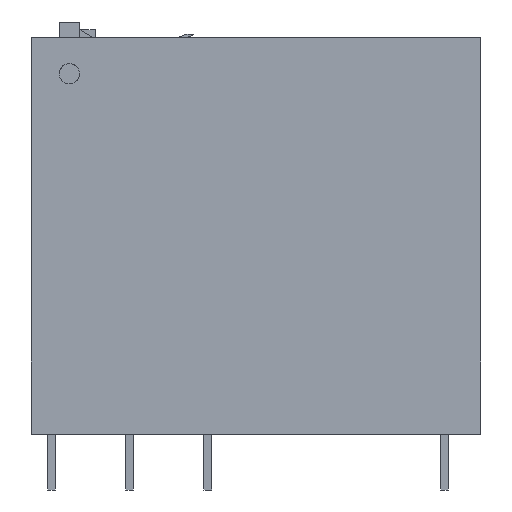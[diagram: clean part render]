
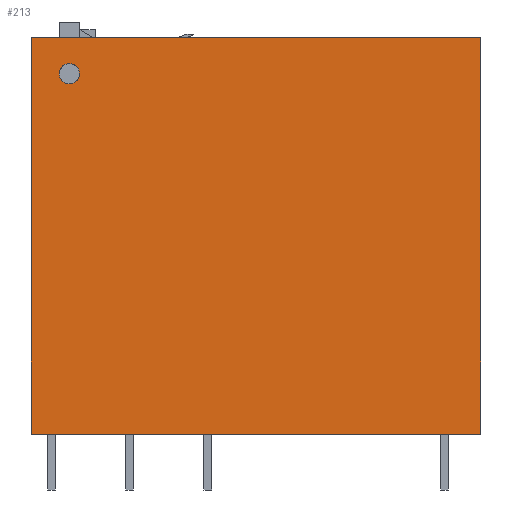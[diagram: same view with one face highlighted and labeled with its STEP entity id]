
A CAD part, left-side view. The second image highlights one B-rep face of the part: STEP entity #213.
In plain terms, the highlighted planar face has unit normal (-1, 0, 0).
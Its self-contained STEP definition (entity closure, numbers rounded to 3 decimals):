
#182=AXIS2_PLACEMENT_3D('Plane Axis2P3D',#179,#180,#181) ;
#197=AXIS2_PLACEMENT_3D('Circle Axis2P3D',#195,#196,$) ;
#206=AXIS2_PLACEMENT_3D('Circle Axis2P3D',#204,#205,$) ;
#42=CARTESIAN_POINT('Vertex',(0.,29.,3.6)) ;
#56=CARTESIAN_POINT('Vertex',(0.,0.,3.6)) ;
#59=CARTESIAN_POINT('Line Origine',(0.,14.5,3.6)) ;
#84=CARTESIAN_POINT('Line Origine',(0.,29.,16.4)) ;
#88=CARTESIAN_POINT('Vertex',(0.,29.,29.2)) ;
#159=CARTESIAN_POINT('Line Origine',(0.,0.,16.4)) ;
#163=CARTESIAN_POINT('Vertex',(0.,0.,29.2)) ;
#179=CARTESIAN_POINT('Axis2P3D Location',(0.,29.,3.6)) ;
#184=CARTESIAN_POINT('Line Origine',(0.,14.5,29.2)) ;
#195=CARTESIAN_POINT('Axis2P3D Location',(0.,26.53,26.85)) ;
#199=CARTESIAN_POINT('Vertex',(0.,27.18,26.85)) ;
#201=CARTESIAN_POINT('Vertex',(0.,25.88,26.85)) ;
#204=CARTESIAN_POINT('Axis2P3D Location',(0.,26.53,26.85)) ;
#60=DIRECTION('Vector Direction',(0.,-1.,0.)) ;
#85=DIRECTION('Vector Direction',(0.,0.,1.)) ;
#160=DIRECTION('Vector Direction',(0.,0.,1.)) ;
#180=DIRECTION('Axis2P3D Direction',(1.,0.,0.)) ;
#181=DIRECTION('Axis2P3D XDirection',(0.,0.,1.)) ;
#185=DIRECTION('Vector Direction',(0.,-1.,0.)) ;
#196=DIRECTION('Axis2P3D Direction',(1.,0.,0.)) ;
#205=DIRECTION('Axis2P3D Direction',(1.,0.,0.)) ;
#61=VECTOR('Line Direction',#60,1.) ;
#86=VECTOR('Line Direction',#85,1.) ;
#161=VECTOR('Line Direction',#160,1.) ;
#186=VECTOR('Line Direction',#185,1.) ;
#190=ORIENTED_EDGE('',*,*,#165,.T.) ;
#191=ORIENTED_EDGE('',*,*,#188,.F.) ;
#192=ORIENTED_EDGE('',*,*,#90,.F.) ;
#193=ORIENTED_EDGE('',*,*,#63,.T.) ;
#210=ORIENTED_EDGE('',*,*,#203,.F.) ;
#211=ORIENTED_EDGE('',*,*,#208,.F.) ;
#212=FACE_BOUND('',#209,.T.) ;
#213=ADVANCED_FACE('RELAIS',(#194,#212),#183,.F.) ;
#198=CIRCLE('generated circle',#197,0.65) ;
#207=CIRCLE('generated circle',#206,0.65) ;
#63=EDGE_CURVE('',#43,#57,#62,.T.) ;
#90=EDGE_CURVE('',#43,#89,#87,.T.) ;
#165=EDGE_CURVE('',#57,#164,#162,.T.) ;
#188=EDGE_CURVE('',#89,#164,#187,.T.) ;
#203=EDGE_CURVE('',#200,#202,#198,.F.) ;
#208=EDGE_CURVE('',#202,#200,#207,.F.) ;
#189=EDGE_LOOP('',(#190,#191,#192,#193)) ;
#209=EDGE_LOOP('',(#210,#211)) ;
#194=FACE_OUTER_BOUND('',#189,.T.) ;
#62=LINE('Line',#59,#61) ;
#87=LINE('Line',#84,#86) ;
#162=LINE('Line',#159,#161) ;
#187=LINE('Line',#184,#186) ;
#183=PLANE('',#182) ;
#43=VERTEX_POINT('',#42) ;
#57=VERTEX_POINT('',#56) ;
#89=VERTEX_POINT('',#88) ;
#164=VERTEX_POINT('',#163) ;
#200=VERTEX_POINT('',#199) ;
#202=VERTEX_POINT('',#201) ;
